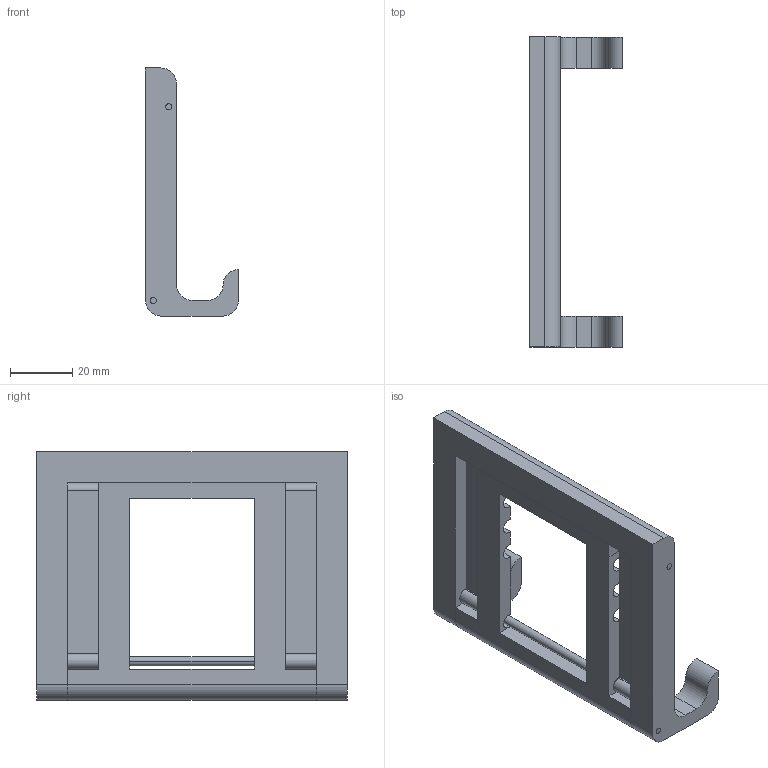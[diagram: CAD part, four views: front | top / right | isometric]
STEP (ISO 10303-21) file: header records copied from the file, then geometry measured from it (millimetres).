
FILE_DESCRIPTION(('CATIA V5 STEP Exchange','CAx-IF Rec.Pracs.--- Model Styling and Organization---1.4--- 2014-01-23','CAx-IF Rec.Pracs.---Representation and Presentation of Product Manufacturing Information (PMI)---4.0---2014-10-13','CAx-IF Rec.Pracs.---3D Tessellated Data Validation Properties---0.5---2014-09-14'),'2;1');
FILE_NAME('DEVICE_STAND.stp','2023-04-05T10:28:20+00:00',('none'),('none'),'CATIA Version 5-6 Release 2019 SP3 HF67','CATIA V5 STEP AP242 v1','none');
FILE_SCHEMA(('AP242_MANAGED_MODEL_BASED_3D_ENGINEERING_MIM_LF {1 0 10303 442 1 1 4}'));
Length unit declared in the file: millimetre
Products named in the file (5): DEVICE_STAND; PHONE_STAND; PS_BASE; ADJUSTABLE_ANGLER; HINGE_PIN
Assembly tree (5 placements, depth 2):
  DEVICE_STAND
    PHONE_STAND
    PS_BASE
    ADJUSTABLE_ANGLER
    HINGE_PIN  x2
Bounding box: 30 x 100 x 80 mm (x, y, z)
Volume: 43550.1 mm3; surface area: 25698.8 mm2
Topology: 5 solids, 5 shells, 108 faces, 291 edges, 192 vertices
Faces by surface type: plane 55, cylinder 53
Entity records: 3136 total; most frequent: ORIENTED_EDGE 570, CARTESIAN_POINT 541, DIRECTION 421, EDGE_CURVE 285, VERTEX_POINT 188, VECTOR 179, LINE 179, AXIS2_PLACEMENT_3D 174
